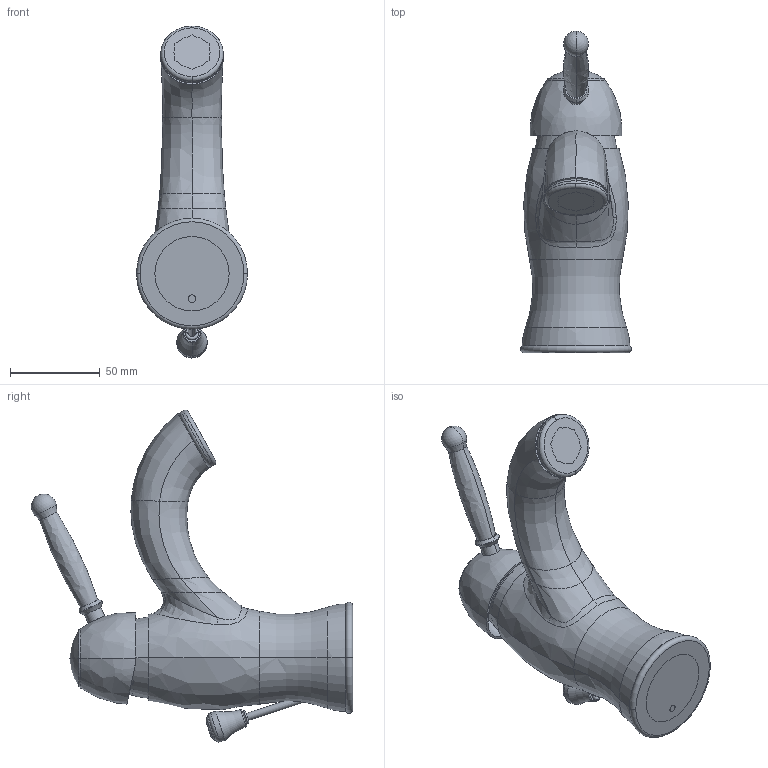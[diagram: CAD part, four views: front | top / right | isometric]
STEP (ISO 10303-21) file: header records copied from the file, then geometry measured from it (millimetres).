
FILE_DESCRIPTION((''),'2;1');
FILE_NAME('GI075CR','2021-11-10T15:27:58',('ut3'),('PAFFONI SpA'),'CREO PARAMETRIC BY PTC INC, 2020044','CREO PARAMETRIC BY PTC INC, 2020044','');
FILE_SCHEMA(('CONFIG_CONTROL_DESIGN','SHAPE_APPEARANCE_LAYERS_GROUPS'));
Length unit declared in the file: millimetre
Products named in the file (1): GI075CR
Bounding box: 62 x 179.34 x 185.29 mm (x, y, z)
Volume: 185842.3 mm3; surface area: 103905.5 mm2
Topology: 3 solids, 3 shells, 344 faces, 793 edges, 482 vertices
Faces by surface type: cylinder 98, plane 85, bspline 72, cone 48, torus 35, sphere 6
Entity records: 17520 total; most frequent: CARTESIAN_POINT 7578, ORIENTED_EDGE 1562, DIRECTION 1550, EDGE_CURVE 781, AXIS2_PLACEMENT_3D 658, VERTEX_POINT 482, EDGE_LOOP 401, CIRCLE 386
